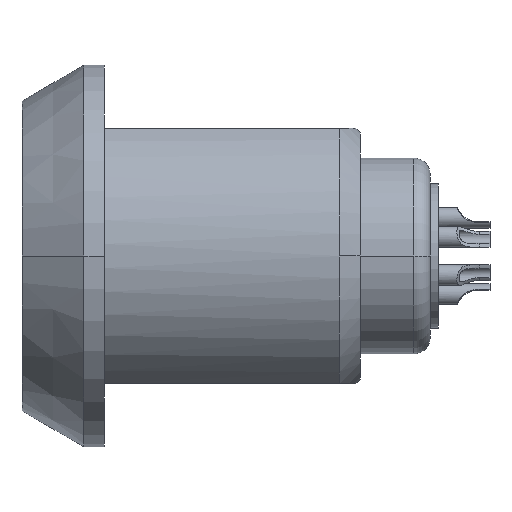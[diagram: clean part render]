
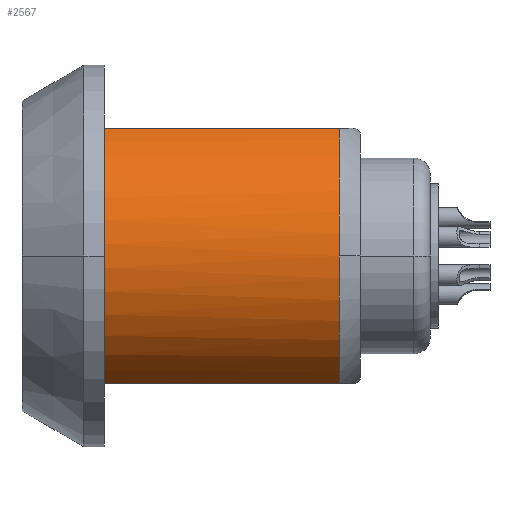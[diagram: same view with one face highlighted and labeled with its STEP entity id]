
A CAD part, front view. The second image highlights one B-rep face of the part: STEP entity #2567.
In plain terms, the highlighted cylindrical face has radius 7 mm (diameter 14 mm), a partial arc.
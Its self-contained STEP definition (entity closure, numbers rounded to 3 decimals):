
#366=CARTESIAN_POINT('',(0.,0.,0.));
#367=DIRECTION('',(-1.,0.,0.));
#368=DIRECTION('',(0.,-1.,0.));
#369=AXIS2_PLACEMENT_3D('',#366,#367,#368);
#371=CARTESIAN_POINT('',(0.,0.,0.));
#372=DIRECTION('',(-1.,0.,0.));
#373=DIRECTION('',(0.,-0.464,-0.886));
#374=AXIS2_PLACEMENT_3D('',#371,#372,#373);
#376=DIRECTION('',(1.,0.,0.));
#377=VECTOR('',#376,11.4);
#378=CARTESIAN_POINT('',(-11.4,-3.25,-6.2));
#379=LINE('',#378,#377);
#380=CARTESIAN_POINT('',(-11.4,0.,0.));
#381=DIRECTION('',(-1.,0.,0.));
#382=DIRECTION('',(0.,-0.464,-0.886));
#383=AXIS2_PLACEMENT_3D('',#380,#381,#382);
#385=DIRECTION('',(1.,0.,0.));
#386=VECTOR('',#385,11.4);
#387=CARTESIAN_POINT('',(-11.4,-3.25,6.2));
#388=LINE('',#387,#386);
#1775=CARTESIAN_POINT('',(-11.4,-3.25,6.2));
#1776=CARTESIAN_POINT('',(0.,-3.25,6.2));
#1777=VERTEX_POINT('',#1775);
#1778=VERTEX_POINT('',#1776);
#1779=CARTESIAN_POINT('',(-11.4,-3.25,-6.2));
#1780=CARTESIAN_POINT('',(0.,-3.25,-6.2));
#1781=VERTEX_POINT('',#1779);
#1782=VERTEX_POINT('',#1780);
#1811=CARTESIAN_POINT('',(0.,-7.,
0.));
#1812=VERTEX_POINT('',#1811);
#2552=CARTESIAN_POINT('',(-16.39,0.,0.));
#2553=DIRECTION('',(1.,0.,0.));
#2554=DIRECTION('',(0.,-1.,0.));
#2555=AXIS2_PLACEMENT_3D('',#2552,#2553,#2554);
#2556=CYLINDRICAL_SURFACE('',#2555,7.);
#2557=ORIENTED_EDGE('',*,*,#2495,.F.);
#2559=ORIENTED_EDGE('',*,*,#2558,.F.);
#2561=ORIENTED_EDGE('',*,*,#2560,.F.);
#2563=ORIENTED_EDGE('',*,*,#2562,.T.);
#2564=ORIENTED_EDGE('',*,*,#2515,.T.);
#2565=EDGE_LOOP('',(#2557,#2559,#2561,#2563,#2564));
#2566=FACE_OUTER_BOUND('',#2565,.F.);
#370=CIRCLE('',#369,7.);
#375=CIRCLE('',#374,7.);
#384=CIRCLE('',#383,7.);
#2495=EDGE_CURVE('',#1812,#1778,#370,.T.);
#2515=EDGE_CURVE('',#1777,#1778,#388,.T.);
#2558=EDGE_CURVE('',#1782,#1812,#375,.T.);
#2560=EDGE_CURVE('',#1781,#1782,#379,.T.);
#2562=EDGE_CURVE('',#1781,#1777,#384,.T.);
#2567=ADVANCED_FACE('',(#2566),#2556,.T.);
